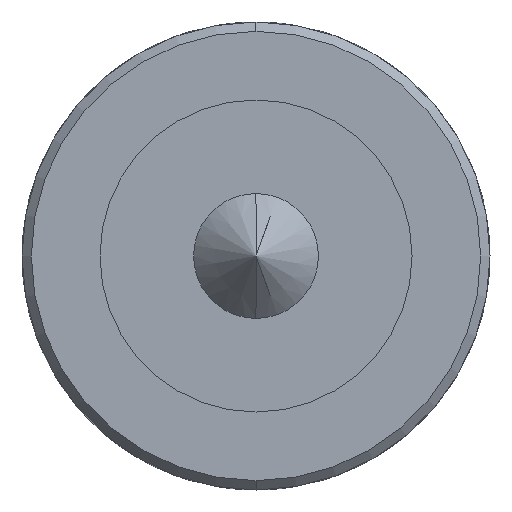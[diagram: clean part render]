
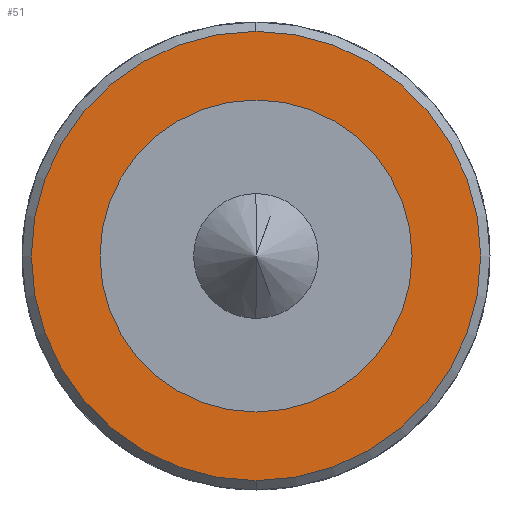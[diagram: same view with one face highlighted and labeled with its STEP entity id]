
A CAD part, left-side view. The second image highlights one B-rep face of the part: STEP entity #51.
In plain terms, the highlighted planar face has unit normal (-1, 0, 0).
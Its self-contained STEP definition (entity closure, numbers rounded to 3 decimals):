
#32 = EDGE_CURVE ( 'NONE', #669, #648, #143, .T. ) ;
#51 = ADVANCED_FACE ( 'NONE', ( #320, #270 ), #743, .F. ) ;
#60 = EDGE_CURVE ( 'NONE', #648, #669, #114, .T. ) ;
#65 = EDGE_CURVE ( 'NONE', #651, #653, #176, .T. ) ;
#89 = EDGE_CURVE ( 'NONE', #653, #651, #110, .T. ) ;
#110 = CIRCLE ( 'NONE', #316, 5. ) ;
#114 = CIRCLE ( 'NONE', #293, 7.2 ) ;
#143 = CIRCLE ( 'NONE', #240, 7.2 ) ;
#176 = CIRCLE ( 'NONE', #367, 5. ) ;
#240 = AXIS2_PLACEMENT_3D ( 'NONE', #545, #535, #534 ) ;
#270 = FACE_BOUND ( 'NONE', #853, .T. ) ;
#279 = AXIS2_PLACEMENT_3D ( 'NONE', #744, #745, #746 ) ;
#293 = AXIS2_PLACEMENT_3D ( 'NONE', #764, #765, #766 ) ;
#316 = AXIS2_PLACEMENT_3D ( 'NONE', #689, #692, #678 ) ;
#320 = FACE_OUTER_BOUND ( 'NONE', #859, .T. ) ;
#367 = AXIS2_PLACEMENT_3D ( 'NONE', #773, #698, #696 ) ;
#534 = DIRECTION ( 'NONE',  ( 0., 0., -1. ) ) ;
#535 = DIRECTION ( 'NONE',  ( -1., 0., 0. ) ) ;
#545 = CARTESIAN_POINT ( 'NONE',  ( -8., 0., 0. ) ) ;
#597 = ORIENTED_EDGE ( 'NONE', *, *, #60, .T. ) ;
#599 = ORIENTED_EDGE ( 'NONE', *, *, #89, .T. ) ;
#601 = ORIENTED_EDGE ( 'NONE', *, *, #32, .T. ) ;
#603 = ORIENTED_EDGE ( 'NONE', *, *, #65, .T. ) ;
#648 = VERTEX_POINT ( 'NONE', #961 ) ;
#651 = VERTEX_POINT ( 'NONE', #965 ) ;
#653 = VERTEX_POINT ( 'NONE', #968 ) ;
#669 = VERTEX_POINT ( 'NONE', #951 ) ;
#678 = DIRECTION ( 'NONE',  ( 0., 0., -1. ) ) ;
#689 = CARTESIAN_POINT ( 'NONE',  ( -8., 0., 0. ) ) ;
#692 = DIRECTION ( 'NONE',  ( 1., 0., 0. ) ) ;
#696 = DIRECTION ( 'NONE',  ( 0., 0., -1. ) ) ;
#698 = DIRECTION ( 'NONE',  ( 1., 0., 0. ) ) ;
#743 = PLANE ( 'NONE',  #279 ) ;
#744 = CARTESIAN_POINT ( 'NONE',  ( -8., -7.5, 0. ) ) ;
#745 = DIRECTION ( 'NONE',  ( 1., 0., 0. ) ) ;
#746 = DIRECTION ( 'NONE',  ( 0., 0., -1. ) ) ;
#764 = CARTESIAN_POINT ( 'NONE',  ( -8., 0., 0. ) ) ;
#765 = DIRECTION ( 'NONE',  ( -1., 0., 0. ) ) ;
#766 = DIRECTION ( 'NONE',  ( 0., 0., -1. ) ) ;
#773 = CARTESIAN_POINT ( 'NONE',  ( -8., 0., 0. ) ) ;
#853 = EDGE_LOOP ( 'NONE', ( #599, #603 ) ) ;
#859 = EDGE_LOOP ( 'NONE', ( #597, #601 ) ) ;
#951 = CARTESIAN_POINT ( 'NONE',  ( -8., 0., 7.2 ) ) ;
#961 = CARTESIAN_POINT ( 'NONE',  ( -8., 0., -7.2 ) ) ;
#965 = CARTESIAN_POINT ( 'NONE',  ( -8., 0., 5. ) ) ;
#968 = CARTESIAN_POINT ( 'NONE',  ( -8., 0., -5. ) ) ;
